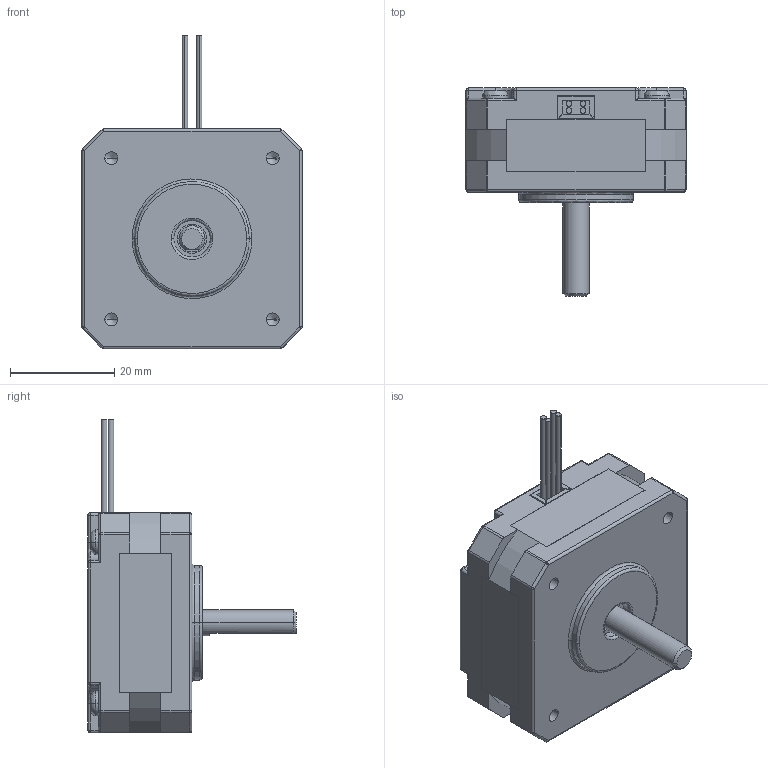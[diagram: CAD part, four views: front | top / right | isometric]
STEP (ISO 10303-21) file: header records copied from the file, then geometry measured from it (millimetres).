
FILE_DESCRIPTION(('FreeCAD Model'),'2;1');
FILE_NAME('Open CASCADE Shape Model','2024-10-11T22:39:21',(''),(''), 'Open CASCADE STEP processor 7.7','FreeCAD','Unknown');
FILE_SCHEMA(('AUTOMOTIVE_DESIGN { 1 0 10303 214 1 1 1 1 }'));
Length unit declared in the file: millimetre
Products named in the file (1): 17HS08-1004S
Bounding box: 42.32 x 40 x 60.31 mm (x, y, z)
Volume: 35155.5 mm3; surface area: 7883 mm2
Topology: 1 solids, 1 shells, 316 faces, 791 edges, 474 vertices
Faces by surface type: plane 158, cylinder 102, bspline 44, cone 12
Entity records: 10428 total; most frequent: CARTESIAN_POINT 3042, ORIENTED_EDGE 1534, DIRECTION 1421, EDGE_CURVE 767, AXIS2_PLACEMENT_3D 491, VERTEX_POINT 474, LINE 439, VECTOR 439
